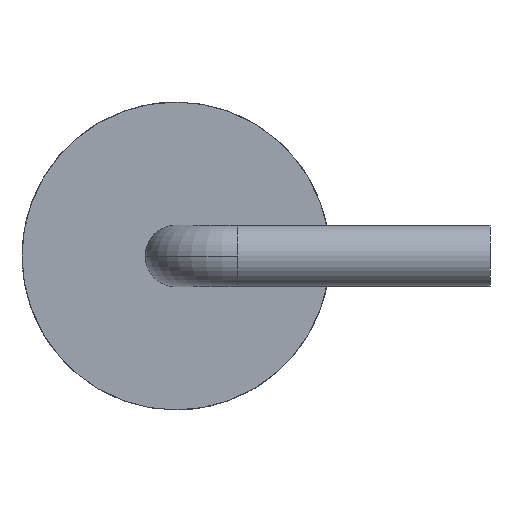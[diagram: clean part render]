
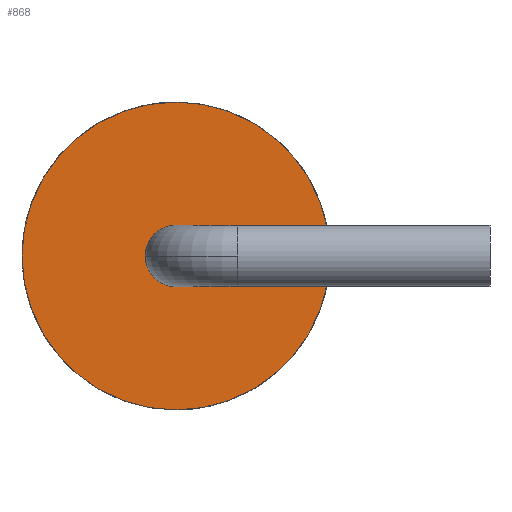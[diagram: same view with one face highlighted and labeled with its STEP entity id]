
A CAD part, left-side view. The second image highlights one B-rep face of the part: STEP entity #868.
In plain terms, the highlighted planar face has unit normal (-1, 0, 0).
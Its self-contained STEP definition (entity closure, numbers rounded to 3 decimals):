
#18 = AXIS2_PLACEMENT_3D ( 'NONE', #562, #136, #978 ) ;
#59 = EDGE_CURVE ( 'NONE', #923, #70, #959, .T. ) ;
#70 = VERTEX_POINT ( 'NONE', #388 ) ;
#78 = FACE_OUTER_BOUND ( 'NONE', #896, .T. ) ;
#111 = EDGE_LOOP ( 'NONE', ( #283, #596 ) ) ;
#120 = EDGE_CURVE ( 'NONE', #70, #923, #1020, .T. ) ;
#136 = DIRECTION ( 'NONE',  ( 1., 0., 0. ) ) ;
#153 = VERTEX_POINT ( 'NONE', #428 ) ;
#155 = DIRECTION ( 'NONE',  ( 0., 0., -1. ) ) ;
#163 = CIRCLE ( 'NONE', #989, 2.5 ) ;
#166 = CARTESIAN_POINT ( 'NONE',  ( -4.5, 0., 0. ) ) ;
#173 = AXIS2_PLACEMENT_3D ( 'NONE', #656, #251, #155 ) ;
#180 = FACE_BOUND ( 'NONE', #111, .T. ) ;
#231 = DIRECTION ( 'NONE',  ( -1., 0., 0. ) ) ;
#251 = DIRECTION ( 'NONE',  ( 1., 0., 0. ) ) ;
#283 = ORIENTED_EDGE ( 'NONE', *, *, #120, .F. ) ;
#294 = DIRECTION ( 'NONE',  ( 1., 0., 0. ) ) ;
#304 = ORIENTED_EDGE ( 'NONE', *, *, #384, .F. ) ;
#384 = EDGE_CURVE ( 'NONE', #1011, #153, #163, .T. ) ;
#388 = CARTESIAN_POINT ( 'NONE',  ( -4.5, 0., 0.5 ) ) ;
#396 = AXIS2_PLACEMENT_3D ( 'NONE', #166, #231, #910 ) ;
#428 = CARTESIAN_POINT ( 'NONE',  ( -4.5, 0., -2.5 ) ) ;
#457 = DIRECTION ( 'NONE',  ( 0., 0., -1. ) ) ;
#504 = EDGE_CURVE ( 'NONE', #153, #1011, #581, .T. ) ;
#562 = CARTESIAN_POINT ( 'NONE',  ( -4.5, 0., 0. ) ) ;
#581 = CIRCLE ( 'NONE', #18, 2.5 ) ;
#588 = CARTESIAN_POINT ( 'NONE',  ( -4.5, 0., -0.5 ) ) ;
#596 = ORIENTED_EDGE ( 'NONE', *, *, #59, .F. ) ;
#656 = CARTESIAN_POINT ( 'NONE',  ( -4.5, 0., 0. ) ) ;
#714 = CARTESIAN_POINT ( 'NONE',  ( -4.5, 0., 0. ) ) ;
#734 = CARTESIAN_POINT ( 'NONE',  ( -4.5, 0., 0. ) ) ;
#754 = PLANE ( 'NONE',  #173 ) ;
#855 = CARTESIAN_POINT ( 'NONE',  ( -4.5, 0., 2.5 ) ) ;
#868 = ADVANCED_FACE ( 'NONE', ( #180, #78 ), #754, .F. ) ;
#891 = DIRECTION ( 'NONE',  ( -1., 0., 0. ) ) ;
#896 = EDGE_LOOP ( 'NONE', ( #950, #304 ) ) ;
#902 = DIRECTION ( 'NONE',  ( 0., 0., -1. ) ) ;
#910 = DIRECTION ( 'NONE',  ( 0., 0., -1. ) ) ;
#919 = AXIS2_PLACEMENT_3D ( 'NONE', #734, #891, #902 ) ;
#923 = VERTEX_POINT ( 'NONE', #588 ) ;
#950 = ORIENTED_EDGE ( 'NONE', *, *, #504, .F. ) ;
#959 = CIRCLE ( 'NONE', #919, 0.5 ) ;
#978 = DIRECTION ( 'NONE',  ( 0., 0., -1. ) ) ;
#989 = AXIS2_PLACEMENT_3D ( 'NONE', #714, #294, #457 ) ;
#1011 = VERTEX_POINT ( 'NONE', #855 ) ;
#1020 = CIRCLE ( 'NONE', #396, 0.5 ) ;
